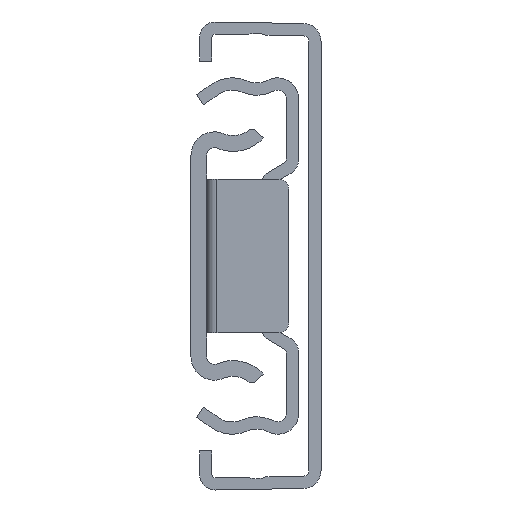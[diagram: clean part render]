
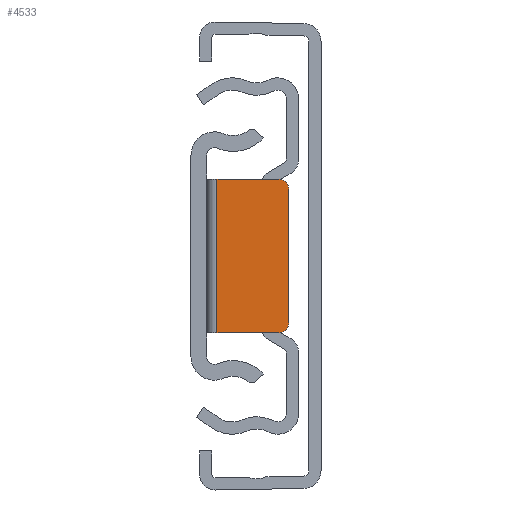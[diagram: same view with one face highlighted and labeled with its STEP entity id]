
A CAD part, left-side view. The second image highlights one B-rep face of the part: STEP entity #4533.
In plain terms, the highlighted face is planar.
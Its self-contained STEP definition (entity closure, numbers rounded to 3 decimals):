
#314 = DIRECTION ( 'NONE',  ( 0., 0., 1. ) ) ;
#315 = AXIS2_PLACEMENT_3D ( 'NONE', #1482, #2139, #5286 ) ;
#497 = VECTOR ( 'NONE', #2846, 1000. ) ;
#688 = CARTESIAN_POINT ( 'NONE',  ( 6.5, -8.541, -1.5 ) ) ;
#898 = AXIS2_PLACEMENT_3D ( 'NONE', #5240, #314, #4057 ) ;
#978 = LINE ( 'NONE', #3459, #497 ) ;
#1235 = CARTESIAN_POINT ( 'NONE',  ( -7.5, -9.541, -1.5 ) ) ;
#1482 = CARTESIAN_POINT ( 'NONE',  ( -6.5, -8.541, -1.5 ) ) ;
#1613 = CARTESIAN_POINT ( 'NONE',  ( -7.5, -9.541, -1.5 ) ) ;
#1847 = EDGE_CURVE ( 'NONE', #7610, #4078, #5679, .T. ) ;
#2061 = ORIENTED_EDGE ( 'NONE', *, *, #2436, .F. ) ;
#2139 = DIRECTION ( 'NONE',  ( 0., 0., -1. ) ) ;
#2335 = EDGE_LOOP ( 'NONE', ( #2061, #7268, #6218, #4571, #2371, #7052 ) ) ;
#2371 = ORIENTED_EDGE ( 'NONE', *, *, #4304, .T. ) ;
#2436 = EDGE_CURVE ( 'NONE', #6239, #4078, #978, .T. ) ;
#2442 = DIRECTION ( 'NONE',  ( 0., 0., -1. ) ) ;
#2846 = DIRECTION ( 'NONE',  ( 0., 1., 0. ) ) ;
#3356 = FACE_OUTER_BOUND ( 'NONE', #2335, .T. ) ;
#3357 = AXIS2_PLACEMENT_3D ( 'NONE', #688, #2442, #5095 ) ;
#3459 = CARTESIAN_POINT ( 'NONE',  ( 7.5, -9.541, -1.5 ) ) ;
#3602 = DIRECTION ( 'NONE',  ( 0., 1., 0. ) ) ;
#3821 = EDGE_CURVE ( 'NONE', #5829, #4321, #6920, .T. ) ;
#3877 = DIRECTION ( 'NONE',  ( 1., 0., 0. ) ) ;
#3962 = VECTOR ( 'NONE', #3877, 1000. ) ;
#4057 = DIRECTION ( 'NONE',  ( 1., 0., 0. ) ) ;
#4078 = VERTEX_POINT ( 'NONE', #4704 ) ;
#4143 = LINE ( 'NONE', #1613, #4210 ) ;
#4210 = VECTOR ( 'NONE', #3602, 1000. ) ;
#4304 = EDGE_CURVE ( 'NONE', #5803, #7610, #4143, .T. ) ;
#4321 = VERTEX_POINT ( 'NONE', #7178 ) ;
#4482 = EDGE_CURVE ( 'NONE', #5829, #5803, #7088, .T. ) ;
#4533 = ADVANCED_FACE ( 'NONE', ( #3356 ), #5860, .F. ) ;
#4571 = ORIENTED_EDGE ( 'NONE', *, *, #4482, .T. ) ;
#4704 = CARTESIAN_POINT ( 'NONE',  ( 7.5, -2.541, -1.5 ) ) ;
#5050 = CIRCLE ( 'NONE', #3357, 1. ) ;
#5056 = CARTESIAN_POINT ( 'NONE',  ( 7.5, -2.541, -1.5 ) ) ;
#5095 = DIRECTION ( 'NONE',  ( 1., 0., 0. ) ) ;
#5173 = CARTESIAN_POINT ( 'NONE',  ( -7.5, -2.541, -1.5 ) ) ;
#5240 = CARTESIAN_POINT ( 'NONE',  ( -7.5, -9.541, -1.5 ) ) ;
#5286 = DIRECTION ( 'NONE',  ( 1., 0., 0. ) ) ;
#5679 = LINE ( 'NONE', #5056, #3962 ) ;
#5803 = VERTEX_POINT ( 'NONE', #7290 ) ;
#5829 = VERTEX_POINT ( 'NONE', #7900 ) ;
#5860 = PLANE ( 'NONE',  #898 ) ;
#6218 = ORIENTED_EDGE ( 'NONE', *, *, #3821, .F. ) ;
#6239 = VERTEX_POINT ( 'NONE', #6669 ) ;
#6350 = VECTOR ( 'NONE', #6391, 1000. ) ;
#6391 = DIRECTION ( 'NONE',  ( 1., 0., 0. ) ) ;
#6669 = CARTESIAN_POINT ( 'NONE',  ( 7.5, -8.541, -1.5 ) ) ;
#6920 = LINE ( 'NONE', #1235, #6350 ) ;
#7052 = ORIENTED_EDGE ( 'NONE', *, *, #1847, .T. ) ;
#7088 = CIRCLE ( 'NONE', #315, 1. ) ;
#7178 = CARTESIAN_POINT ( 'NONE',  ( 6.5, -9.541, -1.5 ) ) ;
#7268 = ORIENTED_EDGE ( 'NONE', *, *, #7532, .T. ) ;
#7290 = CARTESIAN_POINT ( 'NONE',  ( -7.5, -8.541, -1.5 ) ) ;
#7532 = EDGE_CURVE ( 'NONE', #6239, #4321, #5050, .T. ) ;
#7610 = VERTEX_POINT ( 'NONE', #5173 ) ;
#7900 = CARTESIAN_POINT ( 'NONE',  ( -6.5, -9.541, -1.5 ) ) ;
